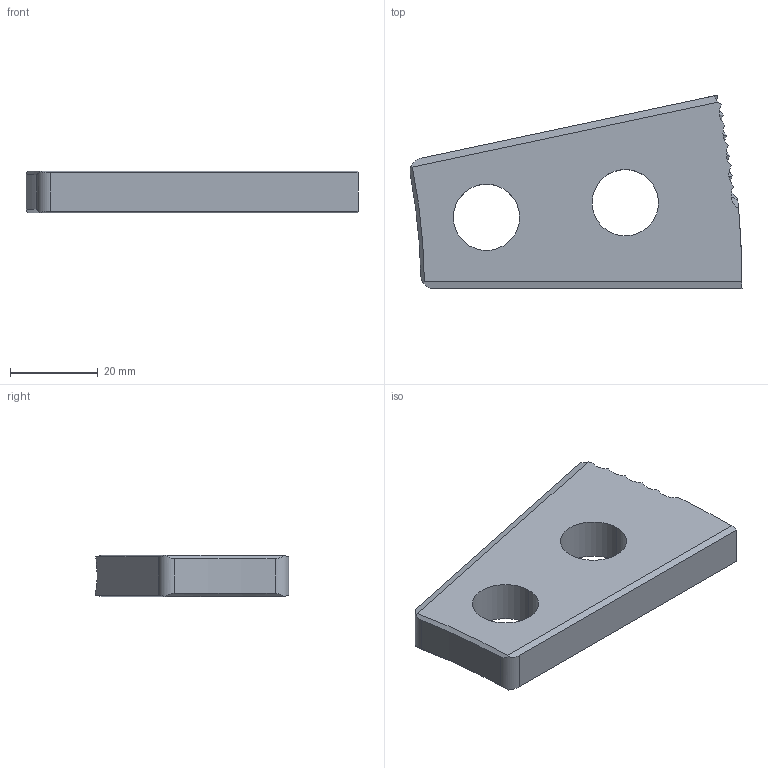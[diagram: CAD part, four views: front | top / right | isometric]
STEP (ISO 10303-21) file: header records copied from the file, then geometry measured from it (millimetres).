
FILE_DESCRIPTION (( 'STEP AP203' ), '1' );
FILE_NAME ('M7538-S.STEP', '2022-04-20T20:56:56', ( '' ), ( '' ), 'SwSTEP 2.0', 'SolidWorks 2020', '' );
FILE_SCHEMA (( 'CONFIG_CONTROL_DESIGN' ));
Length unit declared in the file: inch
Products named in the file (1): M7538-S
Bounding box: 75.52 x 44.06 x 9.49 mm (x, y, z)
Volume: 21255.2 mm3; surface area: 7490.7 mm2
Topology: 1 solids, 1 shells, 32 faces, 90 edges, 60 vertices
Faces by surface type: sphere 12, cylinder 8, plane 8, torus 2, cone 2
Entity records: 1372 total; most frequent: CARTESIAN_POINT 475, ORIENTED_EDGE 180, DIRECTION 173, EDGE_CURVE 90, AXIS2_PLACEMENT_3D 78, VERTEX_POINT 60, CIRCLE 45, EDGE_LOOP 36
